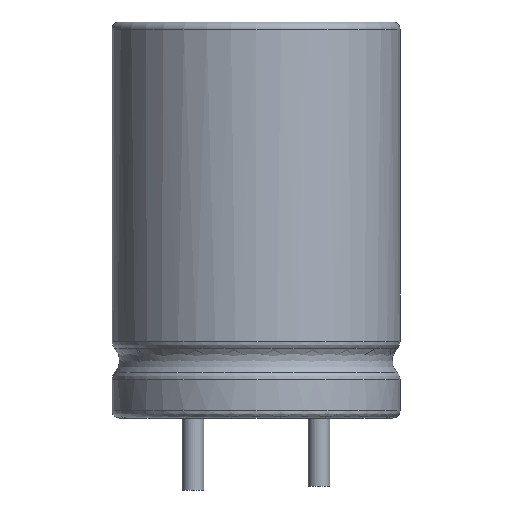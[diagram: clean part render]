
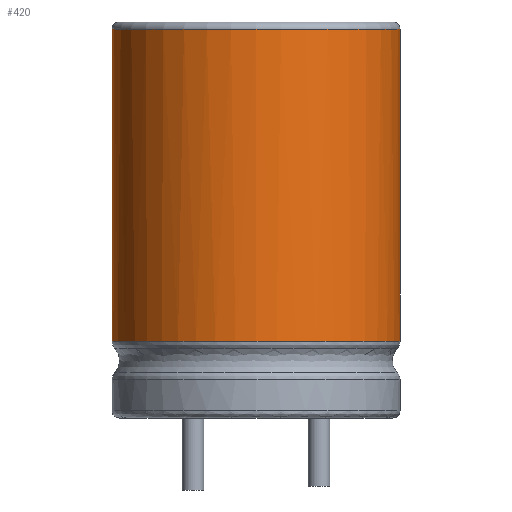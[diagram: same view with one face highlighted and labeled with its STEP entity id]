
A CAD part, front view. The second image highlights one B-rep face of the part: STEP entity #420.
In plain terms, the highlighted cylindrical face has radius 4 mm (diameter 8 mm), a full revolution.
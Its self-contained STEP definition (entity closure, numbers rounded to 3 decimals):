
#352 = VERTEX_POINT('',#353);
#353 = CARTESIAN_POINT('',(5.75,0.,2.135));
#359 = EDGE_CURVE('',#352,#352,#360,.T.);
#360 = ( BOUNDED_CURVE() B_SPLINE_CURVE(13,(#361,#362,#363,#364,#365,
#366,#367,#368,#369,#370,#371,#372,#373,#374),.UNSPECIFIED.,.T.,.F.)
B_SPLINE_CURVE_WITH_KNOTS((14,14),(0.,25.133)
,.PIECEWISE_BEZIER_KNOTS.) CURVE() GEOMETRIC_REPRESENTATION_ITEM()
RATIONAL_B_SPLINE_CURVE((1.,1.,1.,1.,
1.,1.,1.,1.,
1.,1.,1.,1.,1.,1.))
REPRESENTATION_ITEM('') );
#361 = CARTESIAN_POINT('',(5.75,0.,2.135));
#362 = CARTESIAN_POINT('',(5.75,-1.905,2.135
));
#363 = CARTESIAN_POINT('',(4.765,-3.855,2.135
));
#364 = CARTESIAN_POINT('',(2.739,-5.248,2.135)
);
#365 = CARTESIAN_POINT('',(-0.05,-5.462,
2.135));
#366 = CARTESIAN_POINT('',(-2.459,-3.977,
2.135));
#367 = CARTESIAN_POINT('',(-4.226,-1.808,
2.135));
#368 = CARTESIAN_POINT('',(-4.226,1.808,2.135
));
#369 = CARTESIAN_POINT('',(-2.459,3.977,2.135
));
#370 = CARTESIAN_POINT('',(-0.05,5.462,
2.135));
#371 = CARTESIAN_POINT('',(2.739,5.248,2.135)
);
#372 = CARTESIAN_POINT('',(4.765,3.855,2.135)
);
#373 = CARTESIAN_POINT('',(5.75,1.905,2.135));
#374 = CARTESIAN_POINT('',(5.75,0.,2.135));
#420 = ADVANCED_FACE('',(#421),#440,.T.);
#421 = FACE_BOUND('',#422,.F.);
#422 = EDGE_LOOP('',(#423,#431,#432,#433));
#423 = ORIENTED_EDGE('',*,*,#424,.F.);
#424 = EDGE_CURVE('',#352,#425,#427,.T.);
#425 = VERTEX_POINT('',#426);
#426 = CARTESIAN_POINT('',(5.75,0.,10.8));
#427 = LINE('',#428,#429);
#428 = CARTESIAN_POINT('',(5.75,0.,2.));
#429 = VECTOR('',#430,1.);
#430 = DIRECTION('',(0.,0.,1.));
#431 = ORIENTED_EDGE('',*,*,#359,.T.);
#432 = ORIENTED_EDGE('',*,*,#424,.T.);
#433 = ORIENTED_EDGE('',*,*,#434,.F.);
#434 = EDGE_CURVE('',#425,#425,#435,.T.);
#435 = CIRCLE('',#436,4.);
#436 = AXIS2_PLACEMENT_3D('',#437,#438,#439);
#437 = CARTESIAN_POINT('',(1.75,0.,10.8));
#438 = DIRECTION('',(0.,0.,-1.));
#439 = DIRECTION('',(1.,0.,0.));
#440 = CYLINDRICAL_SURFACE('',#441,4.);
#441 = AXIS2_PLACEMENT_3D('',#442,#443,#444);
#442 = CARTESIAN_POINT('',(1.75,0.,2.));
#443 = DIRECTION('',(0.,0.,1.));
#444 = DIRECTION('',(1.,0.,0.));
